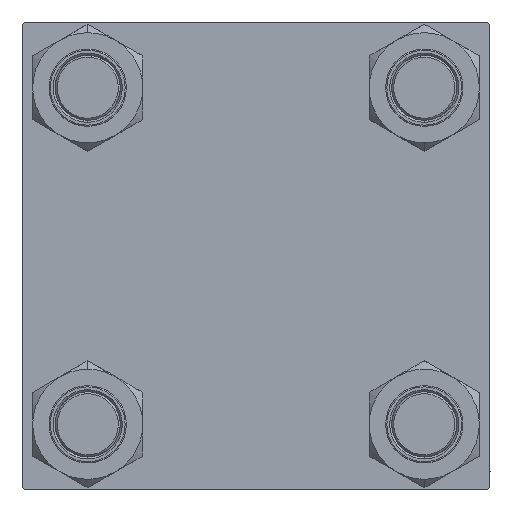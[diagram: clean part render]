
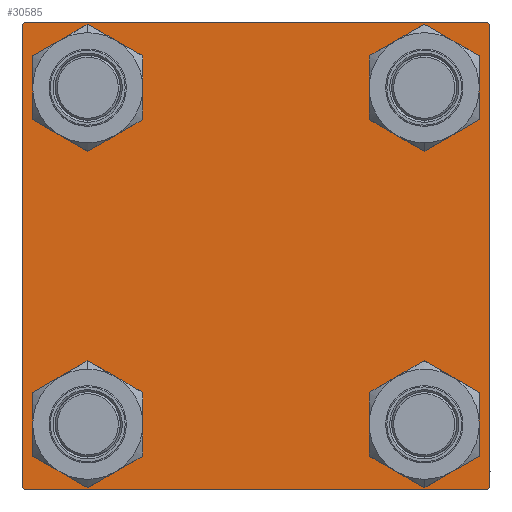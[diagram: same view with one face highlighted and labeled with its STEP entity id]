
A CAD part, left-side view. The second image highlights one B-rep face of the part: STEP entity #30585.
In plain terms, the highlighted planar face has unit normal (-1, 0, 0).
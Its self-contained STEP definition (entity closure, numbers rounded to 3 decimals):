
#133 = CARTESIAN_POINT ( 'NONE',  ( 0., -41.35, -49.85 ) ) ;
#375 = ORIENTED_EDGE ( 'NONE', *, *, #40654, .F. ) ;
#653 = AXIS2_PLACEMENT_3D ( 'NONE', #29902, #45828, #9855 ) ;
#691 = VERTEX_POINT ( 'NONE', #11303 ) ;
#1399 = AXIS2_PLACEMENT_3D ( 'NONE', #10990, #50525, #31015 ) ;
#1474 = CARTESIAN_POINT ( 'NONE',  ( 0., -57., 57.5 ) ) ;
#1605 = VERTEX_POINT ( 'NONE', #7952 ) ;
#1631 = CIRCLE ( 'NONE', #4886, 8.5 ) ;
#1893 = FACE_BOUND ( 'NONE', #21208, .T. ) ;
#1988 = VERTEX_POINT ( 'NONE', #43602 ) ;
#2493 = ORIENTED_EDGE ( 'NONE', *, *, #45773, .T. ) ;
#2589 = DIRECTION ( 'NONE',  ( 0., -1., 0. ) ) ;
#2667 = FACE_OUTER_BOUND ( 'NONE', #32597, .T. ) ;
#4005 = CARTESIAN_POINT ( 'NONE',  ( 0., -41.35, -41.35 ) ) ;
#4540 = DIRECTION ( 'NONE',  ( 0., 0., -1. ) ) ;
#4637 = DIRECTION ( 'NONE',  ( 0., 0., 1. ) ) ;
#4886 = AXIS2_PLACEMENT_3D ( 'NONE', #40742, #21468, #37157 ) ;
#5456 = EDGE_CURVE ( 'NONE', #43610, #36491, #16976, .T. ) ;
#5750 = FACE_BOUND ( 'NONE', #30870, .T. ) ;
#5841 = CIRCLE ( 'NONE', #19803, 8.5 ) ;
#5908 = CARTESIAN_POINT ( 'NONE',  ( 0., 57.5, 57.5 ) ) ;
#6198 = VERTEX_POINT ( 'NONE', #18757 ) ;
#6487 = VECTOR ( 'NONE', #44074, 1000. ) ;
#6698 = CARTESIAN_POINT ( 'NONE',  ( 0., 57.5, 57. ) ) ;
#7274 = AXIS2_PLACEMENT_3D ( 'NONE', #44312, #33255, #36595 ) ;
#7293 = CARTESIAN_POINT ( 'NONE',  ( 0., 57., 57.5 ) ) ;
#7620 = CARTESIAN_POINT ( 'NONE',  ( 0., -41.35, 49.85 ) ) ;
#7757 = CARTESIAN_POINT ( 'NONE',  ( 0., 41.35, 41.35 ) ) ;
#7952 = CARTESIAN_POINT ( 'NONE',  ( 0., -57.5, 57. ) ) ;
#8201 = CARTESIAN_POINT ( 'NONE',  ( 0., -41.35, -32.85 ) ) ;
#8213 = VERTEX_POINT ( 'NONE', #1474 ) ;
#9099 = ORIENTED_EDGE ( 'NONE', *, *, #42763, .T. ) ;
#9631 = EDGE_CURVE ( 'NONE', #1988, #6198, #20271, .T. ) ;
#9855 = DIRECTION ( 'NONE',  ( 0., 0., 1. ) ) ;
#10292 = CARTESIAN_POINT ( 'NONE',  ( 0., 57.5, -57.5 ) ) ;
#10633 = FACE_BOUND ( 'NONE', #16928, .T. ) ;
#10990 = CARTESIAN_POINT ( 'NONE',  ( 0., 41.35, -41.35 ) ) ;
#11303 = CARTESIAN_POINT ( 'NONE',  ( 0., -57., -57.5 ) ) ;
#11753 = VERTEX_POINT ( 'NONE', #7620 ) ;
#12162 = CIRCLE ( 'NONE', #7274, 8.5 ) ;
#13470 = DIRECTION ( 'NONE',  ( 0., -1., 0. ) ) ;
#13982 = LINE ( 'NONE', #41735, #37622 ) ;
#13999 = CIRCLE ( 'NONE', #31210, 8.5 ) ;
#14185 = CARTESIAN_POINT ( 'NONE',  ( 0., 41.35, -49.85 ) ) ;
#15556 = ORIENTED_EDGE ( 'NONE', *, *, #36214, .F. ) ;
#15733 = DIRECTION ( 'NONE',  ( 1., 0., 0. ) ) ;
#16928 = EDGE_LOOP ( 'NONE', ( #30904, #37719 ) ) ;
#16976 = CIRCLE ( 'NONE', #1399, 8.5 ) ;
#17039 = VERTEX_POINT ( 'NONE', #29035 ) ;
#17170 = EDGE_CURVE ( 'NONE', #691, #21604, #23349, .T. ) ;
#17220 = ORIENTED_EDGE ( 'NONE', *, *, #28431, .T. ) ;
#17367 = LINE ( 'NONE', #48199, #50095 ) ;
#17560 = FACE_BOUND ( 'NONE', #44019, .T. ) ;
#18144 = AXIS2_PLACEMENT_3D ( 'NONE', #4005, #23264, #38954 ) ;
#18757 = CARTESIAN_POINT ( 'NONE',  ( 0., 41.35, 32.85 ) ) ;
#19569 = ORIENTED_EDGE ( 'NONE', *, *, #32086, .T. ) ;
#19803 = AXIS2_PLACEMENT_3D ( 'NONE', #45323, #40951, #21412 ) ;
#20271 = CIRCLE ( 'NONE', #26039, 8.5 ) ;
#20638 = CARTESIAN_POINT ( 'NONE',  ( 0., -57.5, -57. ) ) ;
#20857 = CARTESIAN_POINT ( 'NONE',  ( 0., -41.35, -41.35 ) ) ;
#20966 = ORIENTED_EDGE ( 'NONE', *, *, #9631, .T. ) ;
#21208 = EDGE_LOOP ( 'NONE', ( #9099, #2493 ) ) ;
#21412 = DIRECTION ( 'NONE',  ( 0., 0., 1. ) ) ;
#21468 = DIRECTION ( 'NONE',  ( 1., 0., 0. ) ) ;
#21482 = ORIENTED_EDGE ( 'NONE', *, *, #37068, .T. ) ;
#21604 = VERTEX_POINT ( 'NONE', #20638 ) ;
#22306 = CARTESIAN_POINT ( 'NONE',  ( 0., -57.25, 57.25 ) ) ;
#22355 = CIRCLE ( 'NONE', #41258, 8.5 ) ;
#22407 = VERTEX_POINT ( 'NONE', #133 ) ;
#22660 = EDGE_CURVE ( 'NONE', #11753, #29528, #5841, .T. ) ;
#22944 = LINE ( 'NONE', #23198, #47708 ) ;
#23198 = CARTESIAN_POINT ( 'NONE',  ( 0., 57.25, -57.25 ) ) ;
#23264 = DIRECTION ( 'NONE',  ( 1., 0., 0. ) ) ;
#23349 = LINE ( 'NONE', #46997, #27114 ) ;
#23715 = EDGE_CURVE ( 'NONE', #43249, #17039, #22944, .T. ) ;
#26039 = AXIS2_PLACEMENT_3D ( 'NONE', #7757, #39090, #4637 ) ;
#26416 = DIRECTION ( 'NONE',  ( 0., 0.707, 0.707 ) ) ;
#27114 = VECTOR ( 'NONE', #32073, 1000. ) ;
#28422 = ORIENTED_EDGE ( 'NONE', *, *, #17170, .T. ) ;
#28431 = EDGE_CURVE ( 'NONE', #50603, #43249, #45479, .T. ) ;
#29035 = CARTESIAN_POINT ( 'NONE',  ( 0., 57., -57.5 ) ) ;
#29528 = VERTEX_POINT ( 'NONE', #48496 ) ;
#29559 = LINE ( 'NONE', #10292, #45405 ) ;
#29624 = VECTOR ( 'NONE', #26416, 1000. ) ;
#29902 = CARTESIAN_POINT ( 'NONE',  ( 0., 0., 0. ) ) ;
#30585 = ADVANCED_FACE ( 'NONE', ( #5750, #1893, #10633, #17560, #2667 ), #33237, .T. ) ;
#30870 = EDGE_LOOP ( 'NONE', ( #42304, #19569 ) ) ;
#30904 = ORIENTED_EDGE ( 'NONE', *, *, #5456, .T. ) ;
#31015 = DIRECTION ( 'NONE',  ( 0., 0., 1. ) ) ;
#31210 = AXIS2_PLACEMENT_3D ( 'NONE', #35274, #15733, #35527 ) ;
#31326 = ORIENTED_EDGE ( 'NONE', *, *, #23715, .T. ) ;
#31491 = VERTEX_POINT ( 'NONE', #7293 ) ;
#32073 = DIRECTION ( 'NONE',  ( 0., -0.707, 0.707 ) ) ;
#32086 = EDGE_CURVE ( 'NONE', #29528, #11753, #12162, .T. ) ;
#32597 = EDGE_LOOP ( 'NONE', ( #17220, #31326, #45570, #28422, #375, #38196, #15556, #21482 ) ) ;
#32689 = DIRECTION ( 'NONE',  ( 1., 0., 0. ) ) ;
#33237 = PLANE ( 'NONE',  #653 ) ;
#33255 = DIRECTION ( 'NONE',  ( 1., 0., 0. ) ) ;
#35274 = CARTESIAN_POINT ( 'NONE',  ( 0., 41.35, -41.35 ) ) ;
#35527 = DIRECTION ( 'NONE',  ( 0., 0., 1. ) ) ;
#36214 = EDGE_CURVE ( 'NONE', #31491, #8213, #13982, .T. ) ;
#36491 = VERTEX_POINT ( 'NONE', #14185 ) ;
#36595 = DIRECTION ( 'NONE',  ( 0., 0., 1. ) ) ;
#37068 = EDGE_CURVE ( 'NONE', #31491, #50603, #44579, .T. ) ;
#37157 = DIRECTION ( 'NONE',  ( 0., 0., 1. ) ) ;
#37622 = VECTOR ( 'NONE', #13470, 1000. ) ;
#37719 = ORIENTED_EDGE ( 'NONE', *, *, #40895, .T. ) ;
#38196 = ORIENTED_EDGE ( 'NONE', *, *, #41478, .T. ) ;
#38629 = DIRECTION ( 'NONE',  ( 0., -0.707, -0.707 ) ) ;
#38687 = VERTEX_POINT ( 'NONE', #8201 ) ;
#38954 = DIRECTION ( 'NONE',  ( 0., 0., 1. ) ) ;
#39090 = DIRECTION ( 'NONE',  ( 1., 0., 0. ) ) ;
#39696 = EDGE_CURVE ( 'NONE', #6198, #1988, #1631, .T. ) ;
#40209 = CARTESIAN_POINT ( 'NONE',  ( 0., 57.25, 57.25 ) ) ;
#40495 = ORIENTED_EDGE ( 'NONE', *, *, #39696, .T. ) ;
#40654 = EDGE_CURVE ( 'NONE', #1605, #21604, #17367, .T. ) ;
#40742 = CARTESIAN_POINT ( 'NONE',  ( 0., 41.35, 41.35 ) ) ;
#40895 = EDGE_CURVE ( 'NONE', #36491, #43610, #13999, .T. ) ;
#40951 = DIRECTION ( 'NONE',  ( 1., 0., 0. ) ) ;
#41258 = AXIS2_PLACEMENT_3D ( 'NONE', #20857, #32689, #41424 ) ;
#41424 = DIRECTION ( 'NONE',  ( 0., 0., 1. ) ) ;
#41478 = EDGE_CURVE ( 'NONE', #1605, #8213, #49563, .T. ) ;
#41735 = CARTESIAN_POINT ( 'NONE',  ( 0., 57.5, 57.5 ) ) ;
#42304 = ORIENTED_EDGE ( 'NONE', *, *, #22660, .T. ) ;
#42763 = EDGE_CURVE ( 'NONE', #38687, #22407, #47683, .T. ) ;
#43249 = VERTEX_POINT ( 'NONE', #47589 ) ;
#43602 = CARTESIAN_POINT ( 'NONE',  ( 0., 41.35, 49.85 ) ) ;
#43610 = VERTEX_POINT ( 'NONE', #46205 ) ;
#44019 = EDGE_LOOP ( 'NONE', ( #20966, #40495 ) ) ;
#44074 = DIRECTION ( 'NONE',  ( 0., 0.707, -0.707 ) ) ;
#44312 = CARTESIAN_POINT ( 'NONE',  ( 0., -41.35, 41.35 ) ) ;
#44579 = LINE ( 'NONE', #40209, #6487 ) ;
#45217 = DIRECTION ( 'NONE',  ( 0., 0., -1. ) ) ;
#45323 = CARTESIAN_POINT ( 'NONE',  ( 0., -41.35, 41.35 ) ) ;
#45405 = VECTOR ( 'NONE', #2589, 1000. ) ;
#45479 = LINE ( 'NONE', #5908, #48994 ) ;
#45570 = ORIENTED_EDGE ( 'NONE', *, *, #50621, .T. ) ;
#45773 = EDGE_CURVE ( 'NONE', #22407, #38687, #22355, .T. ) ;
#45828 = DIRECTION ( 'NONE',  ( -1., 0., 0. ) ) ;
#46205 = CARTESIAN_POINT ( 'NONE',  ( 0., 41.35, -32.85 ) ) ;
#46997 = CARTESIAN_POINT ( 'NONE',  ( 0., -57.25, -57.25 ) ) ;
#47589 = CARTESIAN_POINT ( 'NONE',  ( 0., 57.5, -57. ) ) ;
#47683 = CIRCLE ( 'NONE', #18144, 8.5 ) ;
#47708 = VECTOR ( 'NONE', #38629, 1000. ) ;
#48199 = CARTESIAN_POINT ( 'NONE',  ( 0., -57.5, 57.5 ) ) ;
#48496 = CARTESIAN_POINT ( 'NONE',  ( 0., -41.35, 32.85 ) ) ;
#48994 = VECTOR ( 'NONE', #45217, 1000. ) ;
#49563 = LINE ( 'NONE', #22306, #29624 ) ;
#50095 = VECTOR ( 'NONE', #4540, 1000. ) ;
#50525 = DIRECTION ( 'NONE',  ( 1., 0., 0. ) ) ;
#50603 = VERTEX_POINT ( 'NONE', #6698 ) ;
#50621 = EDGE_CURVE ( 'NONE', #17039, #691, #29559, .T. ) ;
